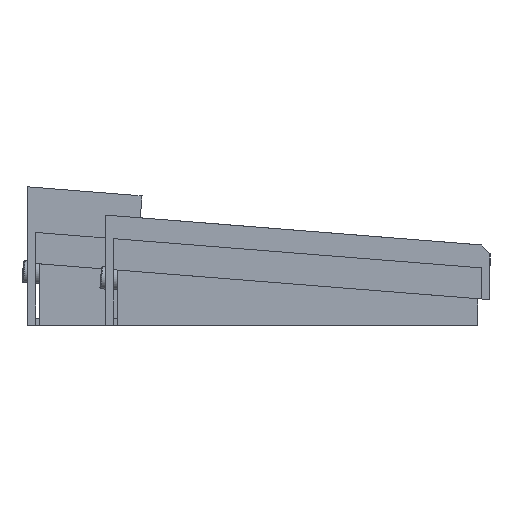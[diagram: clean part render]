
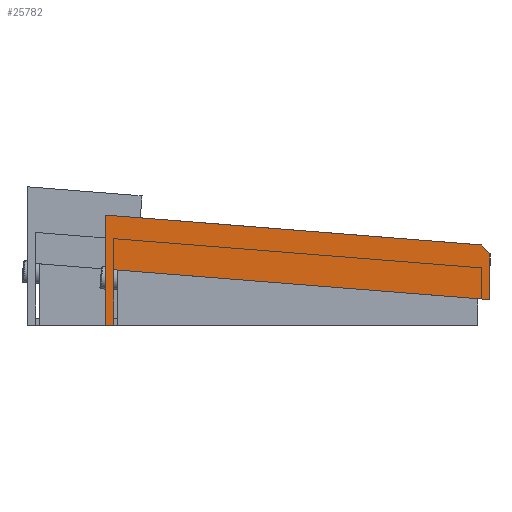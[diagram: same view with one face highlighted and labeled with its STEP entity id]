
A CAD part, left-side view. The second image highlights one B-rep face of the part: STEP entity #25782.
In plain terms, the highlighted planar face has unit normal (-1, 0, 0).
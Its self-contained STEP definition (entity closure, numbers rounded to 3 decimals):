
#1890=FACE_OUTER_BOUND('',#3241,.T.);
#3241=EDGE_LOOP('',(#17202,#17203,#17204,#17205,#17206,#17207,#17208));
#4910=LINE('',#37182,#7845);
#4916=LINE('',#37196,#7851);
#4919=LINE('',#37201,#7854);
#4920=LINE('',#37203,#7855);
#4921=LINE('',#37205,#7856);
#4922=LINE('',#37207,#7857);
#4923=LINE('',#37208,#7858);
#7845=VECTOR('',#29605,10.);
#7851=VECTOR('',#29613,10.);
#7854=VECTOR('',#29618,10.);
#7855=VECTOR('',#29619,10.);
#7856=VECTOR('',#29620,10.);
#7857=VECTOR('',#29621,10.);
#7858=VECTOR('',#29622,10.);
#10777=VERTEX_POINT('',#37175);
#10780=VERTEX_POINT('',#37180);
#10786=VERTEX_POINT('',#37193);
#10787=VERTEX_POINT('',#37195);
#10789=VERTEX_POINT('',#37202);
#10790=VERTEX_POINT('',#37204);
#10791=VERTEX_POINT('',#37206);
#13340=EDGE_CURVE('',#10777,#10780,#4910,.T.);
#13346=EDGE_CURVE('',#10786,#10787,#4916,.T.);
#13349=EDGE_CURVE('',#10777,#10786,#4919,.T.);
#13350=EDGE_CURVE('',#10780,#10789,#4920,.T.);
#13351=EDGE_CURVE('',#10790,#10789,#4921,.T.);
#13352=EDGE_CURVE('',#10790,#10791,#4922,.T.);
#13353=EDGE_CURVE('',#10791,#10787,#4923,.T.);
#17202=ORIENTED_EDGE('',*,*,#13349,.F.);
#17203=ORIENTED_EDGE('',*,*,#13340,.T.);
#17204=ORIENTED_EDGE('',*,*,#13350,.T.);
#17205=ORIENTED_EDGE('',*,*,#13351,.F.);
#17206=ORIENTED_EDGE('',*,*,#13352,.T.);
#17207=ORIENTED_EDGE('',*,*,#13353,.T.);
#17208=ORIENTED_EDGE('',*,*,#13346,.F.);
#24898=PLANE('',#27272);
#25782=ADVANCED_FACE('',(#1890),#24898,.T.);
#27272=AXIS2_PLACEMENT_3D('',#37200,#29616,#29617);
#29605=DIRECTION('',(0.,1.,0.));
#29613=DIRECTION('',(0.,-0.079,-0.997));
#29616=DIRECTION('center_axis',(-1.,0.,0.));
#29617=DIRECTION('ref_axis',(0.,-1.,0.));
#29618=DIRECTION('',(0.,-0.735,-0.679));
#29619=DIRECTION('',(0.,-0.079,-0.997));
#29620=DIRECTION('',(0.,0.997,-0.079));
#29621=DIRECTION('',(0.,0.079,0.997));
#29622=DIRECTION('',(0.,-1.,0.));
#37175=CARTESIAN_POINT('',(-106.512,-51.836,13.2));
#37180=CARTESIAN_POINT('',(-106.513,40.659,13.2));
#37182=CARTESIAN_POINT('',(-106.512,11.406,13.2));
#37193=CARTESIAN_POINT('',(-106.512,-54.04,11.164));
#37195=CARTESIAN_POINT('',(-106.512,-54.928,0.));
#37196=CARTESIAN_POINT('',(-106.512,-54.517,5.166));
#37200=CARTESIAN_POINT('Origin',(-106.513,31.147,0.));
#37201=CARTESIAN_POINT('',(-106.512,-32.736,30.842));
#37202=CARTESIAN_POINT('',(-106.513,38.519,-13.725));
#37203=CARTESIAN_POINT('',(-106.513,39.097,-6.449));
#37204=CARTESIAN_POINT('',(-106.513,36.525,-13.567));
#37205=CARTESIAN_POINT('',(-106.512,10.828,-11.524));
#37206=CARTESIAN_POINT('',(-106.513,37.603,0.));
#37207=CARTESIAN_POINT('',(-106.513,37.103,-6.291));
#37208=CARTESIAN_POINT('',(-106.512,11.882,0.));
